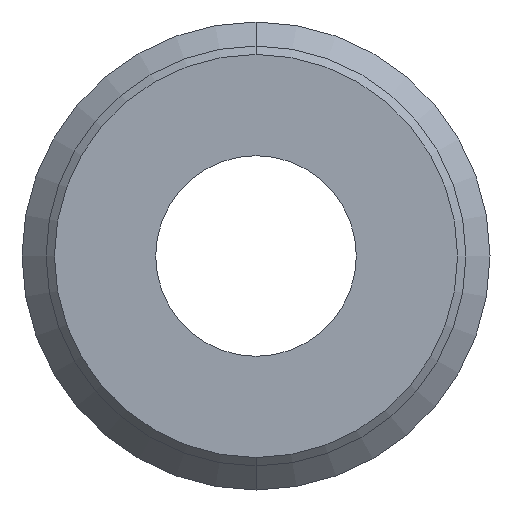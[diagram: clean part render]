
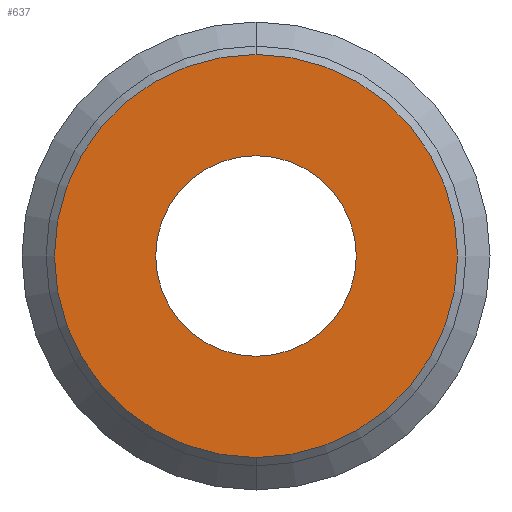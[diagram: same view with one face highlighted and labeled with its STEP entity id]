
A CAD part, front view. The second image highlights one B-rep face of the part: STEP entity #637.
In plain terms, the highlighted planar face has unit normal (0, -1, 0).
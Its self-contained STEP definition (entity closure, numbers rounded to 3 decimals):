
#65 = CARTESIAN_POINT ( 'NONE',  ( 0., -20.5, 0. ) ) ;
#76 = VERTEX_POINT ( 'NONE', #455 ) ;
#108 = EDGE_LOOP ( 'NONE', ( #139, #1212 ) ) ;
#139 = ORIENTED_EDGE ( 'NONE', *, *, #1452, .T. ) ;
#167 = CARTESIAN_POINT ( 'NONE',  ( 0., -20.5, 0. ) ) ;
#188 = ORIENTED_EDGE ( 'NONE', *, *, #1496, .T. ) ;
#190 = CARTESIAN_POINT ( 'NONE',  ( 0., -20.5, 0. ) ) ;
#201 = VERTEX_POINT ( 'NONE', #1634 ) ;
#209 = FACE_BOUND ( 'NONE', #108, .T. ) ;
#217 = DIRECTION ( 'NONE',  ( 0., -1., 0. ) ) ;
#339 = DIRECTION ( 'NONE',  ( 0., 1., 0. ) ) ;
#455 = CARTESIAN_POINT ( 'NONE',  ( 0., -20.5, 3. ) ) ;
#485 = ORIENTED_EDGE ( 'NONE', *, *, #1456, .T. ) ;
#496 = EDGE_LOOP ( 'NONE', ( #485, #188 ) ) ;
#555 = VERTEX_POINT ( 'NONE', #703 ) ;
#637 = ADVANCED_FACE ( 'NONE', ( #209, #717 ), #1408, .T. ) ;
#703 = CARTESIAN_POINT ( 'NONE',  ( 0., -20.5, -6.029 ) ) ;
#717 = FACE_OUTER_BOUND ( 'NONE', #496, .T. ) ;
#777 = DIRECTION ( 'NONE',  ( 0., 0., -1. ) ) ;
#781 = VERTEX_POINT ( 'NONE', #863 ) ;
#853 = DIRECTION ( 'NONE',  ( 0., -1., 0. ) ) ;
#857 = CIRCLE ( 'NONE', #1106, 6.029 ) ;
#858 = CIRCLE ( 'NONE', #1110, 3. ) ;
#863 = CARTESIAN_POINT ( 'NONE',  ( 0., -20.5, 6.029 ) ) ;
#880 = CARTESIAN_POINT ( 'NONE',  ( -6.279, -20.5, 0. ) ) ;
#1058 = DIRECTION ( 'NONE',  ( 0., -1., 0. ) ) ;
#1087 = AXIS2_PLACEMENT_3D ( 'NONE', #167, #1058, #1515 ) ;
#1096 = CIRCLE ( 'NONE', #1087, 6.029 ) ;
#1103 = DIRECTION ( 'NONE',  ( 0., 0., 1. ) ) ;
#1106 = AXIS2_PLACEMENT_3D ( 'NONE', #1290, #853, #1315 ) ;
#1110 = AXIS2_PLACEMENT_3D ( 'NONE', #190, #339, #1310 ) ;
#1111 = AXIS2_PLACEMENT_3D ( 'NONE', #65, #1533, #1103 ) ;
#1154 = CIRCLE ( 'NONE', #1111, 3. ) ;
#1212 = ORIENTED_EDGE ( 'NONE', *, *, #1455, .T. ) ;
#1290 = CARTESIAN_POINT ( 'NONE',  ( 0., -20.5, 0. ) ) ;
#1308 = AXIS2_PLACEMENT_3D ( 'NONE', #880, #217, #777 ) ;
#1310 = DIRECTION ( 'NONE',  ( 0., 0., 1. ) ) ;
#1315 = DIRECTION ( 'NONE',  ( 0., 0., -1. ) ) ;
#1408 = PLANE ( 'NONE',  #1308 ) ;
#1452 = EDGE_CURVE ( 'NONE', #76, #201, #1154, .T. ) ;
#1455 = EDGE_CURVE ( 'NONE', #201, #76, #858, .T. ) ;
#1456 = EDGE_CURVE ( 'NONE', #781, #555, #857, .T. ) ;
#1496 = EDGE_CURVE ( 'NONE', #555, #781, #1096, .T. ) ;
#1515 = DIRECTION ( 'NONE',  ( 0., 0., -1. ) ) ;
#1533 = DIRECTION ( 'NONE',  ( 0., 1., 0. ) ) ;
#1634 = CARTESIAN_POINT ( 'NONE',  ( 0., -20.5, -3. ) ) ;
